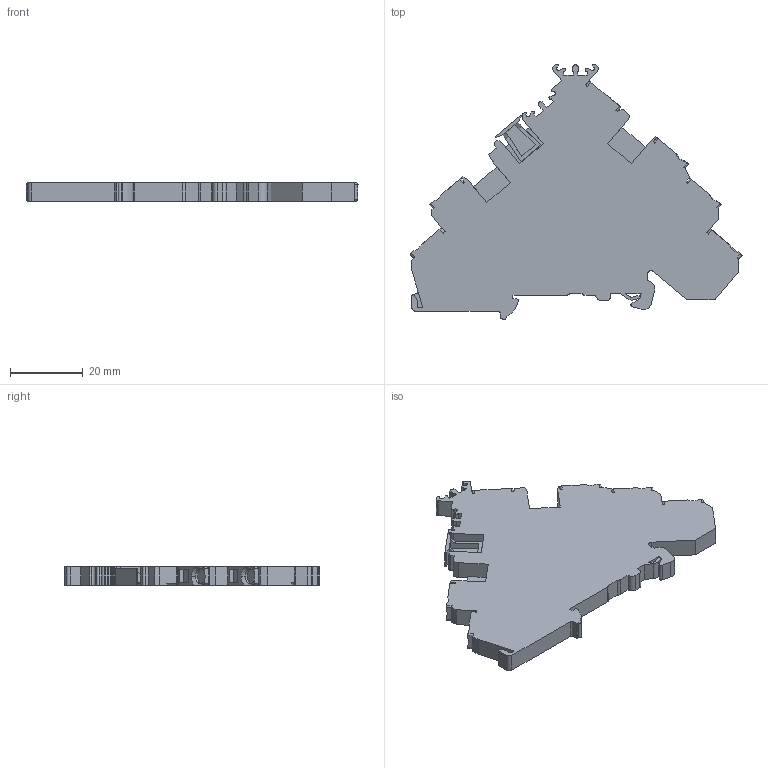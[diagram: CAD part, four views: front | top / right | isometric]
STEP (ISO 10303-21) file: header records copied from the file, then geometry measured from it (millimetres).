
FILE_DESCRIPTION((''),'2;1');
FILE_NAME('JDZONG_ASM','2023-11-21T',('dell'),(''),'PRO/ENGINEER BY PARAMETRIC TECHNOLOGY CORPORATION, 2013230','PRO/ENGINEER BY PARAMETRIC TECHNOLOGY CORPORATION, 2013230','');
FILE_SCHEMA(('AUTOMOTIVE_DESIGN { 1 0 10303 214 1 1 1 1 }'));
Length unit declared in the file: millimetre
Products named in the file (1): JDZONG_ASM
Bounding box: 91.4 x 70.4 x 5 mm (x, y, z)
Volume: 17470.2 mm3; surface area: 9922.8 mm2
Topology: 1 solids, 1 shells, 311 faces, 899 edges, 596 vertices
Faces by surface type: plane 216, cylinder 85, cone 10
Entity records: 10996 total; most frequent: CARTESIAN_POINT 1969, ORIENTED_EDGE 1798, DIRECTION 1686, EDGE_CURVE 899, VECTOR 674, LINE 674, VERTEX_POINT 596, AXIS2_PLACEMENT_3D 506
